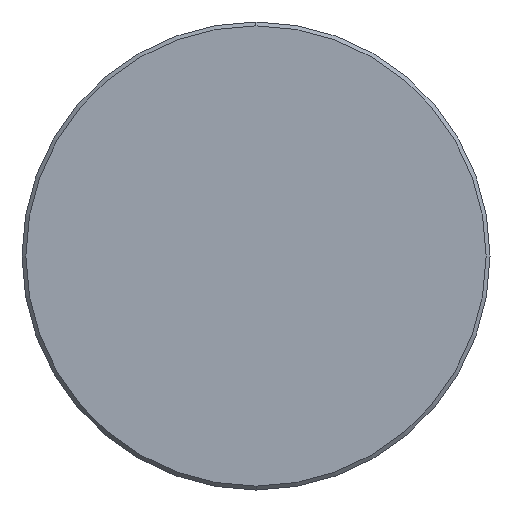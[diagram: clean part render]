
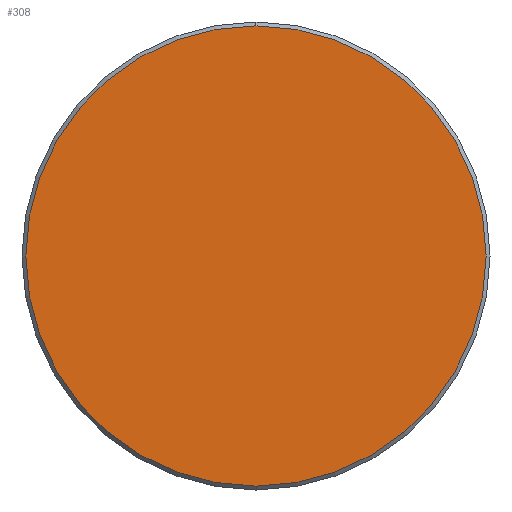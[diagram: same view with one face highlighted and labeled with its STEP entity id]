
A CAD part, left-side view. The second image highlights one B-rep face of the part: STEP entity #308.
In plain terms, the highlighted planar face has unit normal (-1, 0, 0).
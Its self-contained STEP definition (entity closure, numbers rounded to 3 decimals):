
#27 = AXIS2_PLACEMENT_3D ( 'NONE', #262, #502, #300 ) ;
#37 = ORIENTED_EDGE ( 'NONE', *, *, #58, .T. ) ;
#58 = EDGE_CURVE ( 'NONE', #370, #471, #231, .T. ) ;
#94 = AXIS2_PLACEMENT_3D ( 'NONE', #174, #390, #472 ) ;
#99 = EDGE_CURVE ( 'NONE', #471, #370, #239, .T. ) ;
#174 = CARTESIAN_POINT ( 'NONE',  ( 0., 0., 0. ) ) ;
#177 = PLANE ( 'NONE',  #94 ) ;
#178 = CARTESIAN_POINT ( 'NONE',  ( 0., 0., 17.7 ) ) ;
#189 = FACE_OUTER_BOUND ( 'NONE', #350, .T. ) ;
#231 = CIRCLE ( 'NONE', #527, 17.7 ) ;
#239 = CIRCLE ( 'NONE', #27, 17.7 ) ;
#254 = DIRECTION ( 'NONE',  ( -1., 0., 0. ) ) ;
#262 = CARTESIAN_POINT ( 'NONE',  ( 0., 0., 0. ) ) ;
#296 = DIRECTION ( 'NONE',  ( 0., 0., 1. ) ) ;
#299 = CARTESIAN_POINT ( 'NONE',  ( 0., 0., -17.7 ) ) ;
#300 = DIRECTION ( 'NONE',  ( 0., 0., 1. ) ) ;
#308 = ADVANCED_FACE ( 'NONE', ( #189 ), #177, .F. ) ;
#350 = EDGE_LOOP ( 'NONE', ( #397, #37 ) ) ;
#370 = VERTEX_POINT ( 'NONE', #178 ) ;
#390 = DIRECTION ( 'NONE',  ( 1., 0., 0. ) ) ;
#397 = ORIENTED_EDGE ( 'NONE', *, *, #99, .T. ) ;
#456 = CARTESIAN_POINT ( 'NONE',  ( 0., 0., 0. ) ) ;
#471 = VERTEX_POINT ( 'NONE', #299 ) ;
#472 = DIRECTION ( 'NONE',  ( 0., 0., -1. ) ) ;
#502 = DIRECTION ( 'NONE',  ( -1., 0., 0. ) ) ;
#527 = AXIS2_PLACEMENT_3D ( 'NONE', #456, #254, #296 ) ;
